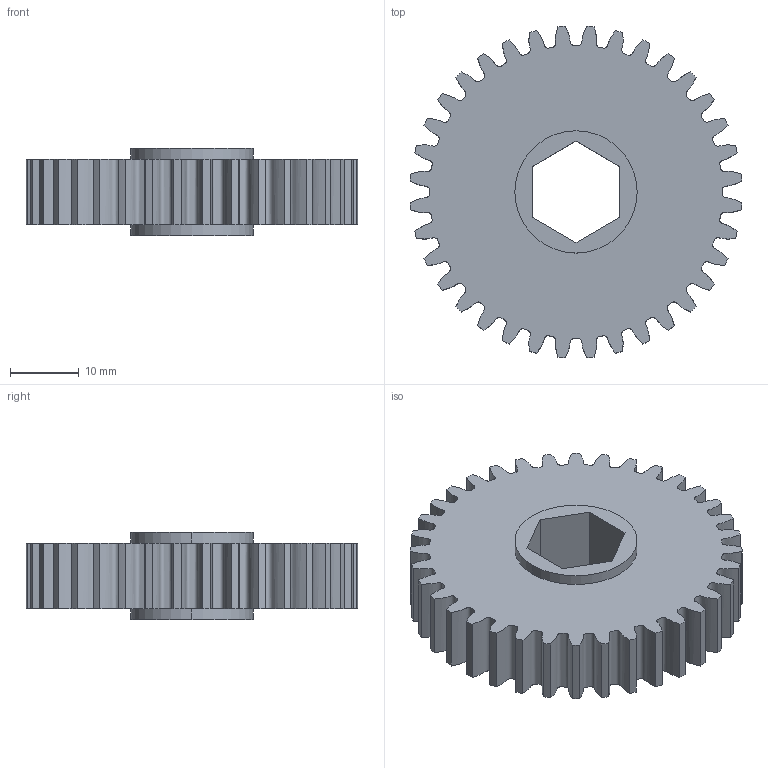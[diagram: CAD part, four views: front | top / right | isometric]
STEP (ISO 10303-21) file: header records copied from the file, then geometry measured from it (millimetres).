
FILE_DESCRIPTION (( 'STEP AP214' ), '1' );
FILE_NAME ('WCP-0175 Rev1.STEP', '2019-12-23T21:25:32', ( '' ), ( '' ), 'SwSTEP 2.0', 'SolidWorks 2018', '' );
FILE_SCHEMA (( 'AUTOMOTIVE_DESIGN' ));
Length unit declared in the file: inch
Products named in the file (1): WCP-0175 Rev1
Bounding box: 48.16 x 48.16 x 12.65 mm (x, y, z)
Volume: 14997 mm3; surface area: 6474.3 mm2
Topology: 1 solids, 1 shells, 86 faces, 246 edges, 164 vertices
Faces by surface type: cylinder 40, bspline 36, plane 10
Entity records: 14682 total; most frequent: CARTESIAN_POINT 12557, ORIENTED_EDGE 492, DIRECTION 356, EDGE_CURVE 246, VERTEX_POINT 164, AXIS2_PLACEMENT_3D 131, LINE 94, VECTOR 94
